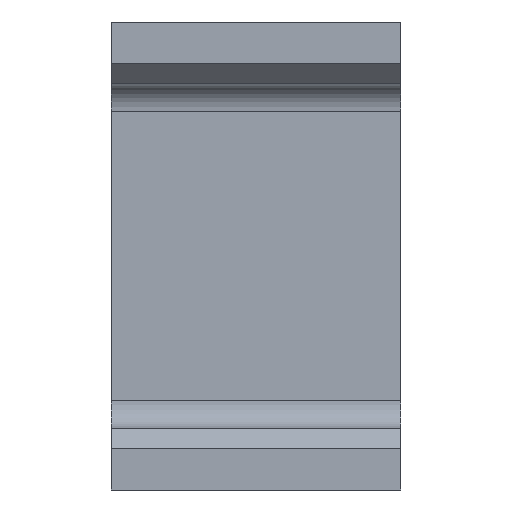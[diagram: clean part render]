
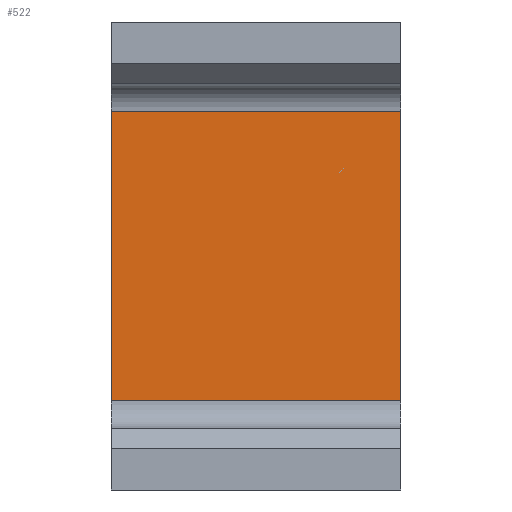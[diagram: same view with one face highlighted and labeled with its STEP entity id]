
A CAD part, left-side view. The second image highlights one B-rep face of the part: STEP entity #522.
In plain terms, the highlighted planar face has unit normal (-1, 0, 0).
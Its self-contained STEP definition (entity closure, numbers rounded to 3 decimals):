
#60 = CARTESIAN_POINT ( 'NONE',  ( -11., 10.5, 5.25 ) ) ;
#78 = CARTESIAN_POINT ( 'NONE',  ( -11., 0., 5.25 ) ) ;
#79 = EDGE_CURVE ( 'NONE', #747, #1007, #759, .T. ) ;
#110 = DIRECTION ( 'NONE',  ( 0., -1., 0. ) ) ;
#144 = DIRECTION ( 'NONE',  ( 0., 0., -1. ) ) ;
#182 = VECTOR ( 'NONE', #867, 1000. ) ;
#193 = VERTEX_POINT ( 'NONE', #78 ) ;
#212 = ORIENTED_EDGE ( 'NONE', *, *, #843, .F. ) ;
#227 = DIRECTION ( 'NONE',  ( 0., -1., 0. ) ) ;
#251 = PLANE ( 'NONE',  #840 ) ;
#319 = CARTESIAN_POINT ( 'NONE',  ( -11., 10.5, 5.25 ) ) ;
#412 = DIRECTION ( 'NONE',  ( 1., 0., 0. ) ) ;
#449 = LINE ( 'NONE', #653, #494 ) ;
#494 = VECTOR ( 'NONE', #110, 1000. ) ;
#498 = CARTESIAN_POINT ( 'NONE',  ( -11., 0., 5.25 ) ) ;
#522 = ADVANCED_FACE ( 'NONE', ( #859 ), #251, .F. ) ;
#571 = LINE ( 'NONE', #650, #617 ) ;
#574 = ORIENTED_EDGE ( 'NONE', *, *, #958, .T. ) ;
#617 = VECTOR ( 'NONE', #664, 1000. ) ;
#650 = CARTESIAN_POINT ( 'NONE',  ( -11., 10.5, 5.25 ) ) ;
#653 = CARTESIAN_POINT ( 'NONE',  ( -11., 10.5, 5.25 ) ) ;
#664 = DIRECTION ( 'NONE',  ( 0., 0., 1. ) ) ;
#667 = CARTESIAN_POINT ( 'NONE',  ( -11., 10.5, -5.25 ) ) ;
#681 = LINE ( 'NONE', #498, #182 ) ;
#684 = ORIENTED_EDGE ( 'NONE', *, *, #79, .T. ) ;
#747 = VERTEX_POINT ( 'NONE', #667 ) ;
#759 = LINE ( 'NONE', #772, #852 ) ;
#772 = CARTESIAN_POINT ( 'NONE',  ( -11., 10.5, -5.25 ) ) ;
#796 = EDGE_LOOP ( 'NONE', ( #574, #902, #212, #684 ) ) ;
#814 = CARTESIAN_POINT ( 'NONE',  ( -11., 0., -5.25 ) ) ;
#840 = AXIS2_PLACEMENT_3D ( 'NONE', #60, #412, #144 ) ;
#843 = EDGE_CURVE ( 'NONE', #747, #921, #571, .T. ) ;
#852 = VECTOR ( 'NONE', #227, 1000. ) ;
#859 = FACE_OUTER_BOUND ( 'NONE', #796, .T. ) ;
#867 = DIRECTION ( 'NONE',  ( 0., 0., 1. ) ) ;
#902 = ORIENTED_EDGE ( 'NONE', *, *, #1100, .F. ) ;
#921 = VERTEX_POINT ( 'NONE', #319 ) ;
#958 = EDGE_CURVE ( 'NONE', #1007, #193, #681, .T. ) ;
#1007 = VERTEX_POINT ( 'NONE', #814 ) ;
#1100 = EDGE_CURVE ( 'NONE', #921, #193, #449, .T. ) ;
